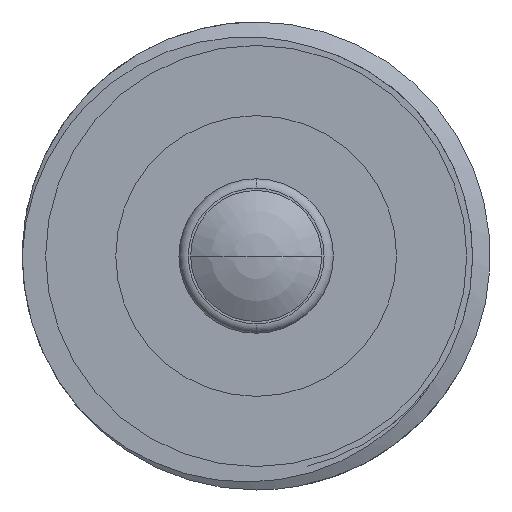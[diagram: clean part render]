
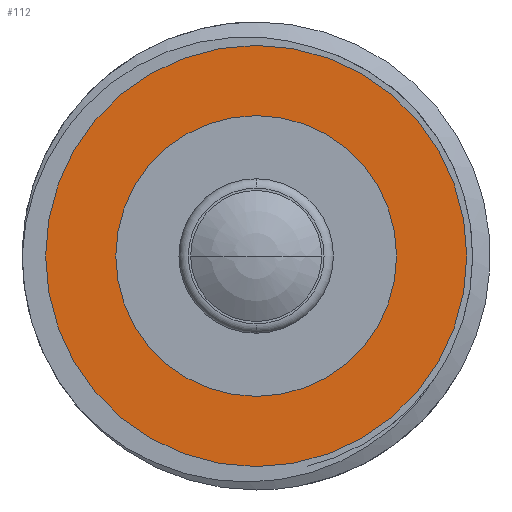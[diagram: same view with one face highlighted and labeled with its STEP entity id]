
A CAD part, left-side view. The second image highlights one B-rep face of the part: STEP entity #112.
In plain terms, the highlighted planar face has unit normal (-1, 0, 0).
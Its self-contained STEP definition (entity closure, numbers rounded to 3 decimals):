
#112=ADVANCED_FACE('',(#207,#208),#209,.F.);
#207=FACE_BOUND('',#603,.T.);
#208=FACE_OUTER_BOUND('',#604,.T.);
#209=PLANE('',#605);
#603=EDGE_LOOP('',(#1503,#1504));
#604=EDGE_LOOP('',(#1505,#1506));
#605=AXIS2_PLACEMENT_3D('',#1507,#1508,#1509);
#1503=ORIENTED_EDGE('',*,*,#1728,.F.);
#1504=ORIENTED_EDGE('',*,*,#1634,.F.);
#1505=ORIENTED_EDGE('',*,*,#1727,.T.);
#1506=ORIENTED_EDGE('',*,*,#1636,.T.);
#1507=CARTESIAN_POINT('',(1.5,4.5,0.0));
#1508=DIRECTION('',(1.0,0.0,0.0));
#1509=DIRECTION('',(0.0,0.0,-1.0));
#1634=EDGE_CURVE('',#1777,#1773,#1779,.T.);
#1636=EDGE_CURVE('',#1783,#1780,#1784,.T.);
#1727=EDGE_CURVE('',#1780,#1783,#1935,.T.);
#1728=EDGE_CURVE('',#1773,#1777,#1936,.T.);
#1773=VERTEX_POINT('',#1987);
#1777=VERTEX_POINT('',#1992);
#1779=CIRCLE('',#1995,1.4);
#1780=VERTEX_POINT('',#1996);
#1783=VERTEX_POINT('',#2000);
#1784=CIRCLE('',#2001,4.5);
#1935=CIRCLE('',#6640,4.5);
#1936=CIRCLE('',#6641,1.4);
#1987=CARTESIAN_POINT('',(1.5,0.0,1.4));
#1992=CARTESIAN_POINT('',(1.5,0.,-1.4));
#1995=AXIS2_PLACEMENT_3D('',#6834,#6835,#6836);
#1996=CARTESIAN_POINT('',(1.5,0.0,4.5));
#2000=CARTESIAN_POINT('',(1.5,0.,-4.5));
#2001=AXIS2_PLACEMENT_3D('',#6838,#6839,#6840);
#6640=AXIS2_PLACEMENT_3D('',#6944,#6945,#6946);
#6641=AXIS2_PLACEMENT_3D('',#6947,#6948,#6949);
#6834=CARTESIAN_POINT('',(1.5,0.0,0.0));
#6835=DIRECTION('',(-1.0,0.0,0.0));
#6836=DIRECTION('',(0.0,0.0,1.0));
#6838=CARTESIAN_POINT('',(1.5,0.0,0.0));
#6839=DIRECTION('',(-1.0,0.0,0.0));
#6840=DIRECTION('',(0.0,0.0,1.0));
#6944=CARTESIAN_POINT('',(1.5,0.0,0.0));
#6945=DIRECTION('',(-1.0,0.0,0.0));
#6946=DIRECTION('',(0.0,0.0,1.0));
#6947=CARTESIAN_POINT('',(1.5,0.0,0.0));
#6948=DIRECTION('',(-1.0,0.0,0.0));
#6949=DIRECTION('',(0.0,0.0,1.0));
